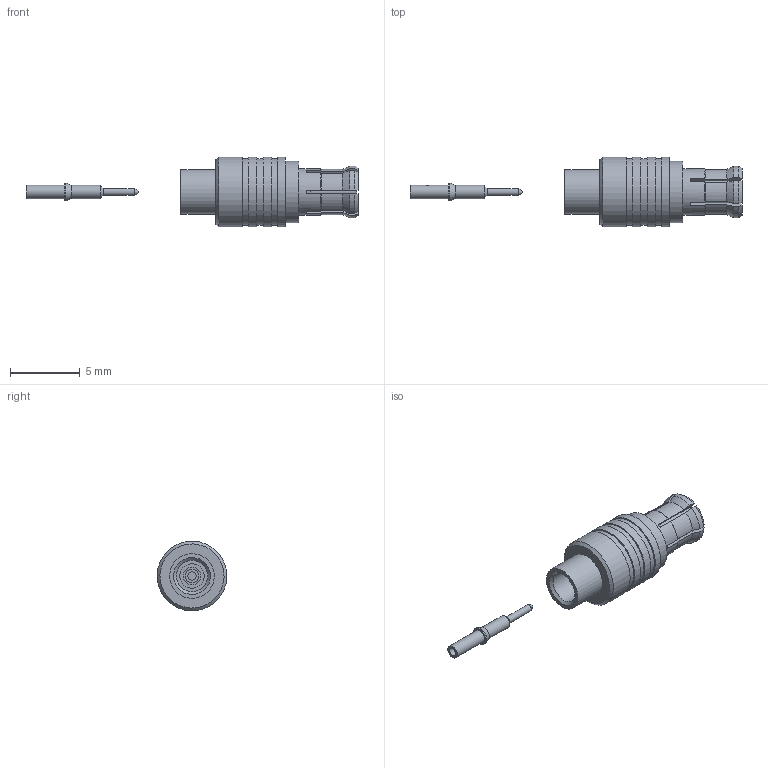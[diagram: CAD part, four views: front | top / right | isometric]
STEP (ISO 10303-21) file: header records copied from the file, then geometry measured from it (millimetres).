
FILE_DESCRIPTION( ( 'Unknown' ), '1' );
FILE_NAME( '60649031210820.stp', 'Unknown', ( 'Unknown' ), ( 'Unknown' ), 'PSStep 21.0.46', 'Unknown', ' ' );
FILE_SCHEMA( ( 'AUTOMOTIVE_DESIGN { 1 0 10303 214 1 1 1 1 }' ) );
Length unit declared in the file: millimetre
Products named in the file (4): 60649031210820_Housing
Bounding box: 23.8 x 5 x 5 mm (x, y, z)
Volume: 255.5 mm3; surface area: 1008.1 mm2
Topology: 4 solids, 4 shells, 246 faces, 583 edges, 389 vertices
Faces by surface type: plane 100, cylinder 84, cone 62
Full cylindrical faces by diameter (mm): 0.2 x2, 0.5 x2, 0.6 x2, 0.85 x2, 0.95 x4, 1 x2, 1.27 x2, 1.75 x2, 2.04 x2, 2.15 x2, 2.24 x2, 2.4 x2, 2.45 x2, 2.75 x2, 2.8 x2, 2.95 x2, 3.1 x2, 3.2 x2, 3.35 x2, 3.7 x2, 3.8 x2, 4.4 x2, 4.8 x6, 5 x8
Entity records: 8998 total; most frequent: CARTESIAN_POINT 1686, DIRECTION 1124, ORIENTED_EDGE 968, AXIS2_PLACEMENT_3D 490, EDGE_CURVE 484, EDGE_LOOP 372, VERTEX_POINT 364, FACE_OUTER_BOUND 306
